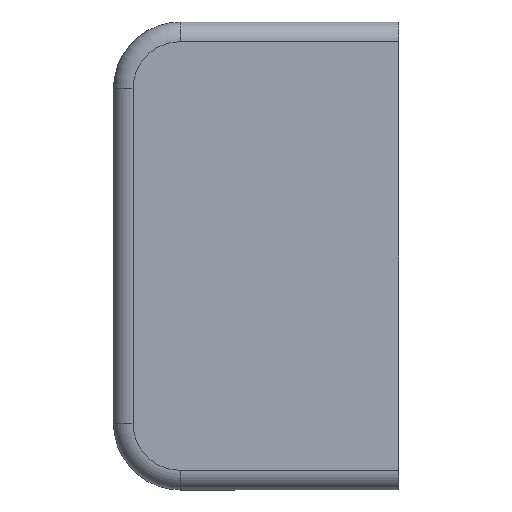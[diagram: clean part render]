
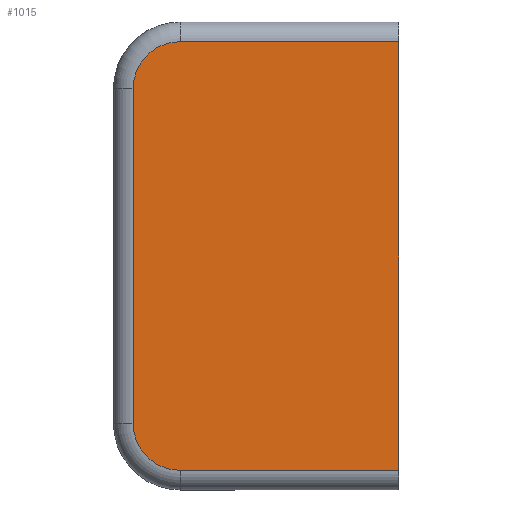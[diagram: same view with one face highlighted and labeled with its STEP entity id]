
A CAD part, left-side view. The second image highlights one B-rep face of the part: STEP entity #1015.
In plain terms, the highlighted planar face has unit normal (-1, 0, 0).
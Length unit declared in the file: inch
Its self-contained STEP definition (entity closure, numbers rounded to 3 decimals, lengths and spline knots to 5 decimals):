
#9 = LINE ( 'NONE', #943, #1279 ) ;
#26 = CARTESIAN_POINT ( 'NONE',  ( -1.51969, 0., -0.4685 ) ) ;
#57 = VECTOR ( 'NONE', #289, 39.37008 ) ;
#80 = CIRCLE ( 'NONE', #1479, 0.09449 ) ;
#115 = CARTESIAN_POINT ( 'NONE',  ( -1.51969, 0.5315, -0.33465 ) ) ;
#159 = ORIENTED_EDGE ( 'NONE', *, *, #1402, .T. ) ;
#174 = DIRECTION ( 'NONE',  ( -1., 0., 0. ) ) ;
#196 = CARTESIAN_POINT ( 'NONE',  ( -1.51969, 0.43701, 0.33465 ) ) ;
#214 = VERTEX_POINT ( 'NONE', #872 ) ;
#230 = VECTOR ( 'NONE', #1324, 39.37008 ) ;
#262 = DIRECTION ( 'NONE',  ( 0., 0., 1. ) ) ;
#272 = PLANE ( 'NONE',  #274 ) ;
#274 = AXIS2_PLACEMENT_3D ( 'NONE', #394, #174, #736 ) ;
#277 = CARTESIAN_POINT ( 'NONE',  ( -1.51969, 0.43307, -0.42913 ) ) ;
#285 = VERTEX_POINT ( 'NONE', #115 ) ;
#289 = DIRECTION ( 'NONE',  ( 0., 0., -1. ) ) ;
#321 = VERTEX_POINT ( 'NONE', #325 ) ;
#325 = CARTESIAN_POINT ( 'NONE',  ( -1.51969, 0., -0.42913 ) ) ;
#335 = DIRECTION ( 'NONE',  ( -1., 0., 0. ) ) ;
#340 = VECTOR ( 'NONE', #596, 39.37008 ) ;
#360 = CARTESIAN_POINT ( 'NONE',  ( -1.51969, 0.43701, 0.42913 ) ) ;
#383 = LINE ( 'NONE', #277, #340 ) ;
#394 = CARTESIAN_POINT ( 'NONE',  ( -1.51969, 0.43307, 0.33465 ) ) ;
#413 = LINE ( 'NONE', #493, #230 ) ;
#414 = CIRCLE ( 'NONE', #1148, 0.09449 ) ;
#493 = CARTESIAN_POINT ( 'NONE',  ( -1.51969, 0.5315, 0.33465 ) ) ;
#501 = DIRECTION ( 'NONE',  ( -1., 0., 0. ) ) ;
#562 = EDGE_LOOP ( 'NONE', ( #1424, #159, #1320, #878, #899, #1212 ) ) ;
#596 = DIRECTION ( 'NONE',  ( 0., -1., 0. ) ) ;
#610 = EDGE_CURVE ( 'NONE', #214, #885, #9, .T. ) ;
#625 = LINE ( 'NONE', #26, #57 ) ;
#736 = DIRECTION ( 'NONE',  ( 0., 0., 1. ) ) ;
#872 = CARTESIAN_POINT ( 'NONE',  ( -1.51969, 0., 0.42913 ) ) ;
#873 = FACE_OUTER_BOUND ( 'NONE', #562, .T. ) ;
#878 = ORIENTED_EDGE ( 'NONE', *, *, #610, .T. ) ;
#883 = CARTESIAN_POINT ( 'NONE',  ( -1.51969, 0.5315, 0.33465 ) ) ;
#885 = VERTEX_POINT ( 'NONE', #360 ) ;
#899 = ORIENTED_EDGE ( 'NONE', *, *, #1197, .T. ) ;
#943 = CARTESIAN_POINT ( 'NONE',  ( -1.51969, 0.43307, 0.42913 ) ) ;
#1015 = ADVANCED_FACE ( 'NONE', ( #873 ), #272, .T. ) ;
#1020 = EDGE_CURVE ( 'NONE', #285, #1281, #80, .T. ) ;
#1056 = EDGE_CURVE ( 'NONE', #214, #321, #625, .T. ) ;
#1066 = VERTEX_POINT ( 'NONE', #883 ) ;
#1130 = EDGE_CURVE ( 'NONE', #1066, #285, #413, .T. ) ;
#1148 = AXIS2_PLACEMENT_3D ( 'NONE', #196, #335, #1500 ) ;
#1197 = EDGE_CURVE ( 'NONE', #885, #1066, #414, .T. ) ;
#1212 = ORIENTED_EDGE ( 'NONE', *, *, #1130, .T. ) ;
#1259 = CARTESIAN_POINT ( 'NONE',  ( -1.51969, 0.43701, -0.42913 ) ) ;
#1279 = VECTOR ( 'NONE', #1412, 39.37008 ) ;
#1281 = VERTEX_POINT ( 'NONE', #1259 ) ;
#1317 = CARTESIAN_POINT ( 'NONE',  ( -1.51969, 0.43701, -0.33465 ) ) ;
#1320 = ORIENTED_EDGE ( 'NONE', *, *, #1056, .F. ) ;
#1324 = DIRECTION ( 'NONE',  ( 0., 0., -1. ) ) ;
#1402 = EDGE_CURVE ( 'NONE', #1281, #321, #383, .T. ) ;
#1412 = DIRECTION ( 'NONE',  ( 0., 1., 0. ) ) ;
#1424 = ORIENTED_EDGE ( 'NONE', *, *, #1020, .T. ) ;
#1479 = AXIS2_PLACEMENT_3D ( 'NONE', #1317, #501, #262 ) ;
#1500 = DIRECTION ( 'NONE',  ( 0., 0., 1. ) ) ;
